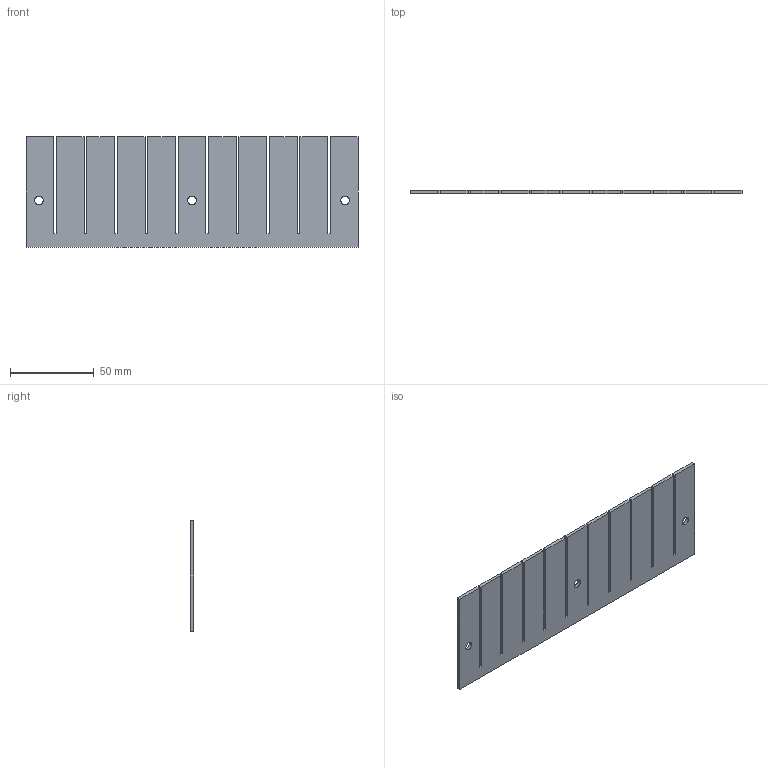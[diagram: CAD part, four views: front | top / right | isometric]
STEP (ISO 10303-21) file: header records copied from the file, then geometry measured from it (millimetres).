
FILE_DESCRIPTION(('CATIA V5 STEP Exchange','CAx-IF Rec.Pracs.--- Model Styling and Organization---1.4--- 2014-01-23','CAx-IF Rec.Pracs.---3D Tessellated Data Validation Properties---0.5---2014-09-14'),'2;1');
FILE_NAME('Plaque frontale.stp','2023-01-01T16:09:33+00:00',('none'),('none'),'CATIA Version 5-6 Release 2018 SP6','CATIA V5 STEP AP242','none');
FILE_SCHEMA(('AP242_MANAGED_MODEL_BASED_3D_ENGINEERING_MIM_LF {1 0 10303 442 1 1 4}'));
Length unit declared in the file: millimetre
Products named in the file (1): Plaque Butee 2
Bounding box: 198 x 2 x 66 mm (x, y, z)
Volume: 24273.4 mm3; surface area: 27745.6 mm2
Topology: 1 solids, 1 shells, 52 faces, 150 edges, 100 vertices
Faces by surface type: plane 46, cylinder 6
Entity records: 1609 total; most frequent: ORIENTED_EDGE 300, CARTESIAN_POINT 282, DIRECTION 212, EDGE_CURVE 150, VECTOR 138, LINE 138, VERTEX_POINT 100, EDGE_LOOP 58
